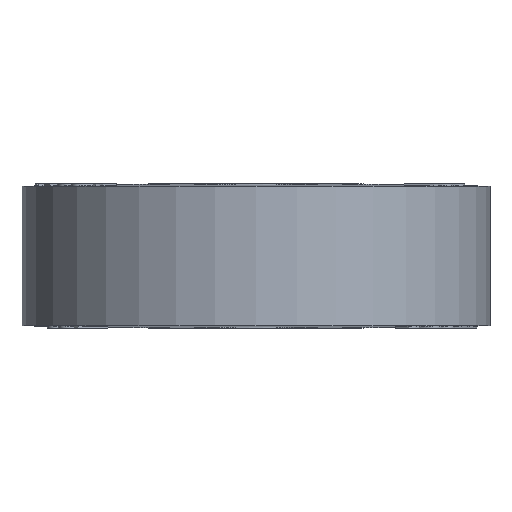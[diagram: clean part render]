
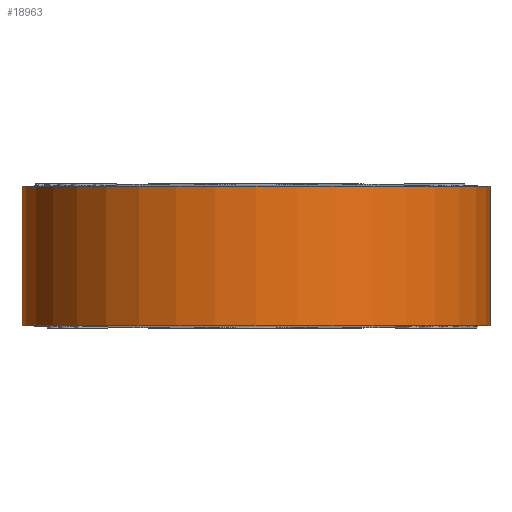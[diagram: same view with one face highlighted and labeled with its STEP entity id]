
A CAD part, front view. The second image highlights one B-rep face of the part: STEP entity #18963.
In plain terms, the highlighted cylindrical face has radius 20.637 mm (diameter 41.275 mm), a partial arc.
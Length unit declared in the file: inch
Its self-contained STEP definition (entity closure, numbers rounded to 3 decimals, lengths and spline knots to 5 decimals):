
#2506 = AXIS2_PLACEMENT_3D ( 'NONE', #2733, #6738, #11237 ) ;
#2733 = CARTESIAN_POINT ( 'NONE',  ( 0., 0., 0.25 ) ) ;
#2810 = AXIS2_PLACEMENT_3D ( 'NONE', #12498, #3800, #12317 ) ;
#3422 = CIRCLE ( 'NONE', #2810, 0.8125 ) ;
#3448 = CIRCLE ( 'NONE', #7724, 0.8125 ) ;
#3800 = DIRECTION ( 'NONE',  ( 0., 0., 1. ) ) ;
#4060 = ORIENTED_EDGE ( 'NONE', *, *, #9337, .T. ) ;
#4170 = CYLINDRICAL_SURFACE ( 'NONE', #2506, 0.8125 ) ;
#4876 = CARTESIAN_POINT ( 'NONE',  ( -0.8125, 0., 0.25 ) ) ;
#5077 = DIRECTION ( 'NONE',  ( 0., 0., -1. ) ) ;
#5386 = DIRECTION ( 'NONE',  ( 0., 0., -1. ) ) ;
#5962 = VERTEX_POINT ( 'NONE', #9564 ) ;
#6048 = CARTESIAN_POINT ( 'NONE',  ( -0.8125, 0., 0.24235 ) ) ;
#6738 = DIRECTION ( 'NONE',  ( 0., 0., -1. ) ) ;
#6766 = VERTEX_POINT ( 'NONE', #7875 ) ;
#7385 = EDGE_LOOP ( 'NONE', ( #13991, #17965, #4060, #13598 ) ) ;
#7662 = DIRECTION ( 'NONE',  ( 0., 0., -1. ) ) ;
#7724 = AXIS2_PLACEMENT_3D ( 'NONE', #14105, #5386, #9888 ) ;
#7875 = CARTESIAN_POINT ( 'NONE',  ( 0.8125, 0., 0.24235 ) ) ;
#7882 = CARTESIAN_POINT ( 'NONE',  ( -0.8125, 0., -0.24235 ) ) ;
#8784 = VERTEX_POINT ( 'NONE', #7882 ) ;
#9337 = EDGE_CURVE ( 'NONE', #9848, #8784, #16376, .T. ) ;
#9564 = CARTESIAN_POINT ( 'NONE',  ( 0.8125, 0., -0.24235 ) ) ;
#9848 = VERTEX_POINT ( 'NONE', #6048 ) ;
#9888 = DIRECTION ( 'NONE',  ( -1., 0., 0. ) ) ;
#11206 = LINE ( 'NONE', #12356, #11709 ) ;
#11237 = DIRECTION ( 'NONE',  ( -1., 0., 0. ) ) ;
#11499 = VECTOR ( 'NONE', #7662, 39.37008 ) ;
#11709 = VECTOR ( 'NONE', #5077, 39.37008 ) ;
#12317 = DIRECTION ( 'NONE',  ( 1., 0., 0. ) ) ;
#12356 = CARTESIAN_POINT ( 'NONE',  ( 0.8125, 0., 0.25 ) ) ;
#12498 = CARTESIAN_POINT ( 'NONE',  ( 0., 0., 0.24235 ) ) ;
#13144 = EDGE_CURVE ( 'NONE', #5962, #8784, #3448, .T. ) ;
#13598 = ORIENTED_EDGE ( 'NONE', *, *, #13144, .F. ) ;
#13991 = ORIENTED_EDGE ( 'NONE', *, *, #18000, .F. ) ;
#14105 = CARTESIAN_POINT ( 'NONE',  ( 0., 0., -0.24235 ) ) ;
#14750 = EDGE_CURVE ( 'NONE', #9848, #6766, #3422, .T. ) ;
#16376 = LINE ( 'NONE', #4876, #11499 ) ;
#17965 = ORIENTED_EDGE ( 'NONE', *, *, #14750, .F. ) ;
#18000 = EDGE_CURVE ( 'NONE', #6766, #5962, #11206, .T. ) ;
#18530 = FACE_OUTER_BOUND ( 'NONE', #7385, .T. ) ;
#18963 = ADVANCED_FACE ( 'NONE', ( #18530 ), #4170, .T. ) ;
